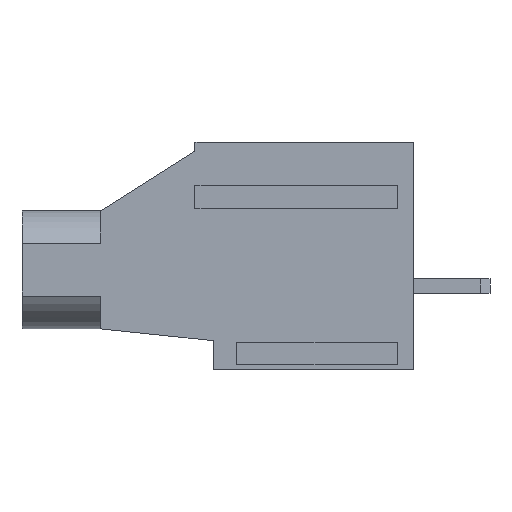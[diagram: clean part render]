
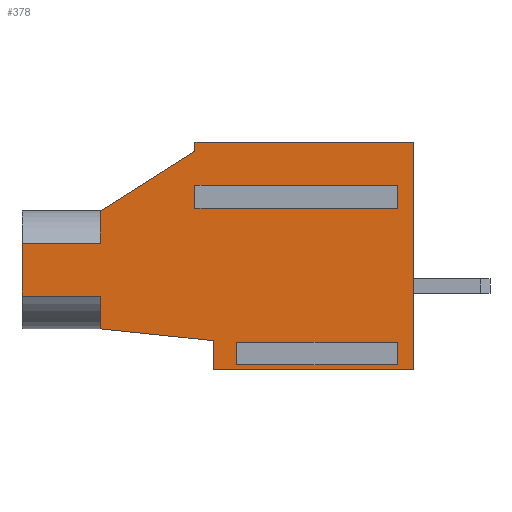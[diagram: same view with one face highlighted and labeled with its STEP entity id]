
A CAD part, left-side view. The second image highlights one B-rep face of the part: STEP entity #378.
In plain terms, the highlighted planar face has unit normal (-1, 0, 0).
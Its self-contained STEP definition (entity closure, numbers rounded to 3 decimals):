
#378 = ADVANCED_FACE( '', ( #903, #904, #905 ), #906, .F. );
#903 = FACE_BOUND( '', #1635, .T. );
#904 = FACE_OUTER_BOUND( '', #1636, .T. );
#905 = FACE_BOUND( '', #1637, .T. );
#906 = PLANE( '', #1638 );
#1635 = EDGE_LOOP( '', ( #2544, #2545, #2546, #2547 ) );
#1636 = EDGE_LOOP( '', ( #2548, #2549, #2550, #2551, #2552, #2553, #2554, #2555, #2556, #2557, #2558, #2559, #2560 ) );
#1637 = EDGE_LOOP( '', ( #2561, #2562, #2563, #2564 ) );
#1638 = AXIS2_PLACEMENT_3D( '', #2565, #2566, #2567 );
#2544 = ORIENTED_EDGE( '', *, *, #4659, .T. );
#2545 = ORIENTED_EDGE( '', *, *, #4660, .T. );
#2546 = ORIENTED_EDGE( '', *, *, #4661, .F. );
#2547 = ORIENTED_EDGE( '', *, *, #4662, .F. );
#2548 = ORIENTED_EDGE( '', *, *, #4663, .F. );
#2549 = ORIENTED_EDGE( '', *, *, #4664, .F. );
#2550 = ORIENTED_EDGE( '', *, *, #4665, .F. );
#2551 = ORIENTED_EDGE( '', *, *, #4666, .F. );
#2552 = ORIENTED_EDGE( '', *, *, #4667, .F. );
#2553 = ORIENTED_EDGE( '', *, *, #4668, .F. );
#2554 = ORIENTED_EDGE( '', *, *, #4669, .F. );
#2555 = ORIENTED_EDGE( '', *, *, #4670, .F. );
#2556 = ORIENTED_EDGE( '', *, *, #4671, .F. );
#2557 = ORIENTED_EDGE( '', *, *, #4672, .F. );
#2558 = ORIENTED_EDGE( '', *, *, #4673, .F. );
#2559 = ORIENTED_EDGE( '', *, *, #4674, .T. );
#2560 = ORIENTED_EDGE( '', *, *, #4675, .T. );
#2561 = ORIENTED_EDGE( '', *, *, #4676, .T. );
#2562 = ORIENTED_EDGE( '', *, *, #4677, .T. );
#2563 = ORIENTED_EDGE( '', *, *, #4678, .F. );
#2564 = ORIENTED_EDGE( '', *, *, #4679, .F. );
#2565 = CARTESIAN_POINT( '', ( -7.62, 0., 0. ) );
#2566 = DIRECTION( '', ( 1., 0., 0. ) );
#2567 = DIRECTION( '', ( 0., 0., -1. ) );
#4659 = EDGE_CURVE( '', #5548, #5549, #5550, .T. );
#4660 = EDGE_CURVE( '', #5549, #5551, #5552, .T. );
#4661 = EDGE_CURVE( '', #5553, #5551, #5554, .T. );
#4662 = EDGE_CURVE( '', #5548, #5553, #5555, .T. );
#4663 = EDGE_CURVE( '', #5556, #5557, #5558, .T. );
#4664 = EDGE_CURVE( '', #5559, #5556, #5560, .T. );
#4665 = EDGE_CURVE( '', #5561, #5559, #5562, .T. );
#4666 = EDGE_CURVE( '', #5563, #5561, #5564, .T. );
#4667 = EDGE_CURVE( '', #5565, #5563, #5566, .T. );
#4668 = EDGE_CURVE( '', #5567, #5565, #5568, .T. );
#4669 = EDGE_CURVE( '', #5569, #5567, #5570, .T. );
#4670 = EDGE_CURVE( '', #5571, #5569, #5572, .T. );
#4671 = EDGE_CURVE( '', #5573, #5571, #5574, .T. );
#4672 = EDGE_CURVE( '', #5575, #5573, #5576, .T. );
#4673 = EDGE_CURVE( '', #5577, #5575, #5578, .T. );
#4674 = EDGE_CURVE( '', #5577, #5579, #5580, .T. );
#4675 = EDGE_CURVE( '', #5579, #5557, #5581, .T. );
#4676 = EDGE_CURVE( '', #5582, #5583, #5584, .T. );
#4677 = EDGE_CURVE( '', #5583, #5585, #5586, .T. );
#4678 = EDGE_CURVE( '', #5587, #5585, #5588, .T. );
#4679 = EDGE_CURVE( '', #5582, #5587, #5589, .T. );
#5548 = VERTEX_POINT( '', #6834 );
#5549 = VERTEX_POINT( '', #6835 );
#5550 = LINE( '', #6836, #6837 );
#5551 = VERTEX_POINT( '', #6838 );
#5552 = LINE( '', #6839, #6840 );
#5553 = VERTEX_POINT( '', #6841 );
#5554 = LINE( '', #6842, #6843 );
#5555 = LINE( '', #6844, #6845 );
#5556 = VERTEX_POINT( '', #6846 );
#5557 = VERTEX_POINT( '', #6847 );
#5558 = LINE( '', #6848, #6849 );
#5559 = VERTEX_POINT( '', #6850 );
#5560 = LINE( '', #6851, #6852 );
#5561 = VERTEX_POINT( '', #6853 );
#5562 = LINE( '', #6854, #6855 );
#5563 = VERTEX_POINT( '', #6856 );
#5564 = LINE( '', #6857, #6858 );
#5565 = VERTEX_POINT( '', #6859 );
#5566 = LINE( '', #6860, #6861 );
#5567 = VERTEX_POINT( '', #6862 );
#5568 = LINE( '', #6863, #6864 );
#5569 = VERTEX_POINT( '', #6865 );
#5570 = LINE( '', #6866, #6867 );
#5571 = VERTEX_POINT( '', #6868 );
#5572 = LINE( '', #6869, #6870 );
#5573 = VERTEX_POINT( '', #6871 );
#5574 = LINE( '', #6872, #6873 );
#5575 = VERTEX_POINT( '', #6874 );
#5576 = LINE( '', #6875, #6876 );
#5577 = VERTEX_POINT( '', #6877 );
#5578 = LINE( '', #6878, #6879 );
#5579 = VERTEX_POINT( '', #6880 );
#5580 = LINE( '', #6881, #6882 );
#5581 = LINE( '', #6883, #6884 );
#5582 = VERTEX_POINT( '', #6885 );
#5583 = VERTEX_POINT( '', #6886 );
#5584 = LINE( '', #6887, #6888 );
#5585 = VERTEX_POINT( '', #6889 );
#5586 = LINE( '', #6890, #6891 );
#5587 = VERTEX_POINT( '', #6892 );
#5588 = LINE( '', #6893, #6894 );
#5589 = LINE( '', #6895, #6896 );
#6834 = CARTESIAN_POINT( '', ( -7.62, 6.5, 2.85 ) );
#6835 = CARTESIAN_POINT( '', ( -7.62, 6.5, 3.65 ) );
#6836 = CARTESIAN_POINT( '', ( -7.62, 6.5, 2.85 ) );
#6837 = VECTOR( '', #8548, 1000. );
#6838 = CARTESIAN_POINT( '', ( -7.62, -4.6, 3.65 ) );
#6839 = CARTESIAN_POINT( '', ( -7.62, 6.5, 3.65 ) );
#6840 = VECTOR( '', #8549, 1000. );
#6841 = CARTESIAN_POINT( '', ( -7.62, -4.6, 2.85 ) );
#6842 = CARTESIAN_POINT( '', ( -7.62, -4.6, 2.85 ) );
#6843 = VECTOR( '', #8550, 1000. );
#6844 = CARTESIAN_POINT( '', ( -7.62, 6.5, 2.85 ) );
#6845 = VECTOR( '', #8551, 1000. );
#6846 = CARTESIAN_POINT( '', ( -7.62, 16., -2.2 ) );
#6847 = CARTESIAN_POINT( '', ( -7.62, 16., 0.7 ) );
#6848 = CARTESIAN_POINT( '', ( -7.62, 16., 2.5 ) );
#6849 = VECTOR( '', #8552, 1000. );
#6850 = CARTESIAN_POINT( '', ( -7.62, 11.7, -2.2 ) );
#6851 = CARTESIAN_POINT( '', ( -7.62, 11.7, -2.2 ) );
#6852 = VECTOR( '', #8553, 1000. );
#6853 = CARTESIAN_POINT( '', ( -7.62, 11.7, -4. ) );
#6854 = CARTESIAN_POINT( '', ( -7.62, 11.7, -4. ) );
#6855 = VECTOR( '', #8554, 1000. );
#6856 = CARTESIAN_POINT( '', ( -7.62, 5.5, -4.65 ) );
#6857 = CARTESIAN_POINT( '', ( -7.62, 11.7, -4. ) );
#6858 = VECTOR( '', #8555, 1000. );
#6859 = CARTESIAN_POINT( '', ( -7.62, 5.5, -6.25 ) );
#6860 = CARTESIAN_POINT( '', ( -7.62, 5.5, -4.65 ) );
#6861 = VECTOR( '', #8556, 1000. );
#6862 = CARTESIAN_POINT( '', ( -7.62, -5.5, -6.25 ) );
#6863 = CARTESIAN_POINT( '', ( -7.62, 5.5, -6.25 ) );
#6864 = VECTOR( '', #8557, 1000. );
#6865 = CARTESIAN_POINT( '', ( -7.62, -5.5, 6.25 ) );
#6866 = CARTESIAN_POINT( '', ( -7.62, -5.5, 6.25 ) );
#6867 = VECTOR( '', #8558, 1000. );
#6868 = CARTESIAN_POINT( '', ( -7.62, 6.5, 6.25 ) );
#6869 = CARTESIAN_POINT( '', ( -7.62, -5.5, 6.25 ) );
#6870 = VECTOR( '', #8559, 1000. );
#6871 = CARTESIAN_POINT( '', ( -7.62, 6.5, 5.75 ) );
#6872 = CARTESIAN_POINT( '', ( -7.62, 6.5, 6.25 ) );
#6873 = VECTOR( '', #8560, 1000. );
#6874 = CARTESIAN_POINT( '', ( -7.62, 11.65, 2.5 ) );
#6875 = CARTESIAN_POINT( '', ( -7.62, 6.5, 5.75 ) );
#6876 = VECTOR( '', #8561, 1000. );
#6877 = CARTESIAN_POINT( '', ( -7.62, 11.7, 2.5 ) );
#6878 = CARTESIAN_POINT( '', ( -7.62, 11.65, 2.5 ) );
#6879 = VECTOR( '', #8562, 1000. );
#6880 = CARTESIAN_POINT( '', ( -7.62, 11.7, 0.7 ) );
#6881 = CARTESIAN_POINT( '', ( -7.62, 11.7, 2.5 ) );
#6882 = VECTOR( '', #8563, 1000. );
#6883 = CARTESIAN_POINT( '', ( -7.62, 11.7, 0.7 ) );
#6884 = VECTOR( '', #8564, 1000. );
#6885 = CARTESIAN_POINT( '', ( -7.62, 4.2, -5.75 ) );
#6886 = CARTESIAN_POINT( '', ( -7.62, 4.2, -4.95 ) );
#6887 = CARTESIAN_POINT( '', ( -7.62, 4.2, -5.75 ) );
#6888 = VECTOR( '', #8565, 1000. );
#6889 = CARTESIAN_POINT( '', ( -7.62, -4.6, -4.95 ) );
#6890 = CARTESIAN_POINT( '', ( -7.62, 4.2, -4.95 ) );
#6891 = VECTOR( '', #8566, 1000. );
#6892 = CARTESIAN_POINT( '', ( -7.62, -4.6, -5.75 ) );
#6893 = CARTESIAN_POINT( '', ( -7.62, -4.6, -5.75 ) );
#6894 = VECTOR( '', #8567, 1000. );
#6895 = CARTESIAN_POINT( '', ( -7.62, 4.2, -5.75 ) );
#6896 = VECTOR( '', #8568, 1000. );
#8548 = DIRECTION( '', ( 0., 0., 1. ) );
#8549 = DIRECTION( '', ( 0., -1., 0. ) );
#8550 = DIRECTION( '', ( 0., 0., 1. ) );
#8551 = DIRECTION( '', ( 0., -1., 0. ) );
#8552 = DIRECTION( '', ( 0., 0., 1. ) );
#8553 = DIRECTION( '', ( 0., 1., 0. ) );
#8554 = DIRECTION( '', ( 0., 0., 1. ) );
#8555 = DIRECTION( '', ( 0., 0.995, 0.104 ) );
#8556 = DIRECTION( '', ( 0., 0., 1. ) );
#8557 = DIRECTION( '', ( 0., 1., 0. ) );
#8558 = DIRECTION( '', ( 0., 0., -1. ) );
#8559 = DIRECTION( '', ( 0., -1., 0. ) );
#8560 = DIRECTION( '', ( 0., 0., 1. ) );
#8561 = DIRECTION( '', ( 0., -0.846, 0.534 ) );
#8562 = DIRECTION( '', ( 0., -1., 0. ) );
#8563 = DIRECTION( '', ( 0., 0., -1. ) );
#8564 = DIRECTION( '', ( 0., 1., 0. ) );
#8565 = DIRECTION( '', ( 0., 0., 1. ) );
#8566 = DIRECTION( '', ( 0., -1., 0. ) );
#8567 = DIRECTION( '', ( 0., 0., 1. ) );
#8568 = DIRECTION( '', ( 0., -1., 0. ) );
